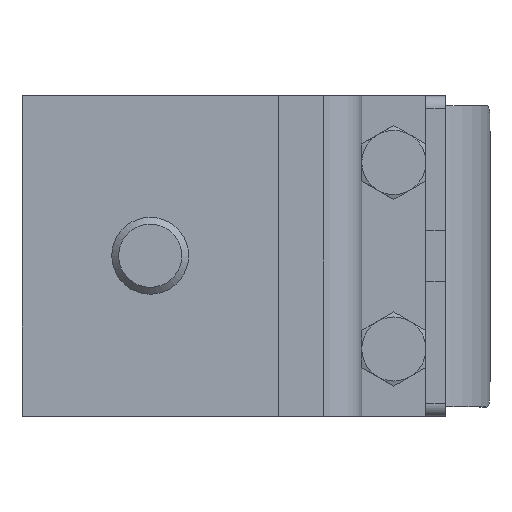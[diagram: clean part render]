
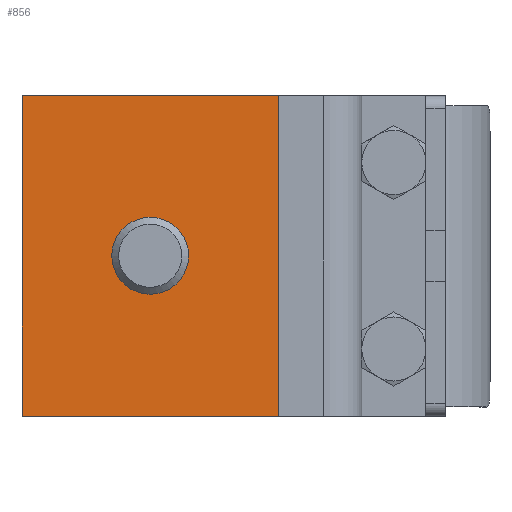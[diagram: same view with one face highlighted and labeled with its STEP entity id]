
A CAD part, top view. The second image highlights one B-rep face of the part: STEP entity #856.
In plain terms, the highlighted planar face has unit normal (0, 0, 1).
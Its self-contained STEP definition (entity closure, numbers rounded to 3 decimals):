
#856=ADVANCED_FACE('NONE',(#1635,#1636),#1637,.T.);
#1635=FACE_OUTER_BOUND('',#2407,.T.);
#1636=FACE_BOUND('',#2408,.T.);
#1637=PLANE('',#2409);
#2407=EDGE_LOOP('',(#4122,#4123,#4124,#4125));
#2408=EDGE_LOOP('',(#4126));
#2409=AXIS2_PLACEMENT_3D('',#4127,#4128,#4129);
#4122=ORIENTED_EDGE('',*,*,#4858,.T.);
#4123=ORIENTED_EDGE('',*,*,#4761,.T.);
#4124=ORIENTED_EDGE('',*,*,#4722,.T.);
#4125=ORIENTED_EDGE('',*,*,#5010,.T.);
#4126=ORIENTED_EDGE('',*,*,#5330,.T.);
#4127=CARTESIAN_POINT('',(-100.36,205.186,22.704));
#4128=DIRECTION('',(0.,0.,1.));
#4129=DIRECTION('',(1.,0.,0.));
#4722=EDGE_CURVE('NONE',#5581,#5579,#5582,.T.);
#4761=EDGE_CURVE('NONE',#5644,#5581,#5645,.T.);
#4858=EDGE_CURVE('NONE',#5805,#5644,#5806,.T.);
#5010=EDGE_CURVE('NONE',#5579,#5805,#6040,.T.);
#5330=EDGE_CURVE('NONE',#6479,#6479,#6480,.T.);
#5579=VERTEX_POINT('NONE',#6786);
#5581=VERTEX_POINT('NONE',#6789);
#5582=LINE('',#6790,#6791);
#5644=VERTEX_POINT('NONE',#6897);
#5645=LINE('',#6898,#6899);
#5805=VERTEX_POINT('NONE',#7166);
#5806=LINE('',#7167,#7168);
#6040=LINE('',#7582,#7583);
#6479=VERTEX_POINT('',#8557);
#6480=CIRCLE('',#8558,5.6);
#6786=CARTESIAN_POINT('',(-80.277,230.186,22.704));
#6789=CARTESIAN_POINT('',(-80.277,180.186,22.704));
#6790=CARTESIAN_POINT('',(-80.277,205.186,22.704));
#6791=VECTOR('',#8824,1.);
#6897=CARTESIAN_POINT('',(-120.277,180.186,22.704));
#6898=CARTESIAN_POINT('',(-100.36,180.186,22.704));
#6899=VECTOR('',#8857,1.);
#7166=CARTESIAN_POINT('',(-120.277,230.186,22.704));
#7167=CARTESIAN_POINT('',(-120.277,205.186,22.704));
#7168=VECTOR('',#8955,1.);
#7582=CARTESIAN_POINT('',(-100.36,230.186,22.704));
#7583=VECTOR('',#9099,1.);
#8557=CARTESIAN_POINT('',(-94.677,205.186,22.704));
#8558=AXIS2_PLACEMENT_3D('',#9411,#9412,#9413);
#8824=DIRECTION('',(0.,1.,0.));
#8857=DIRECTION('',(1.,0.,0.));
#8955=DIRECTION('',(0.,-1.,0.));
#9099=DIRECTION('',(-1.,0.,0.));
#9411=CARTESIAN_POINT('',(-100.277,205.186,22.704));
#9412=DIRECTION('',(0.,0.,-1.));
#9413=DIRECTION('',(1.,0.,0.));
